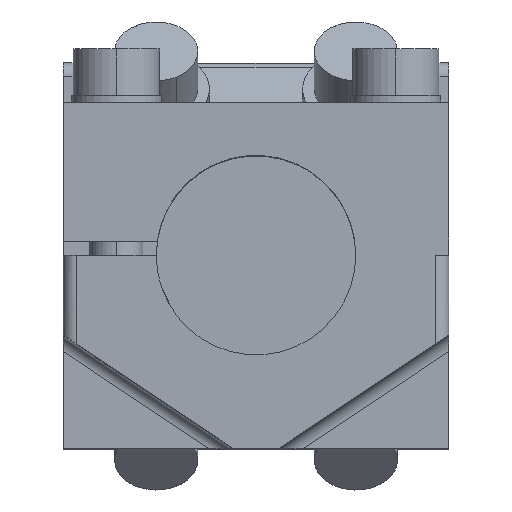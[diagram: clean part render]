
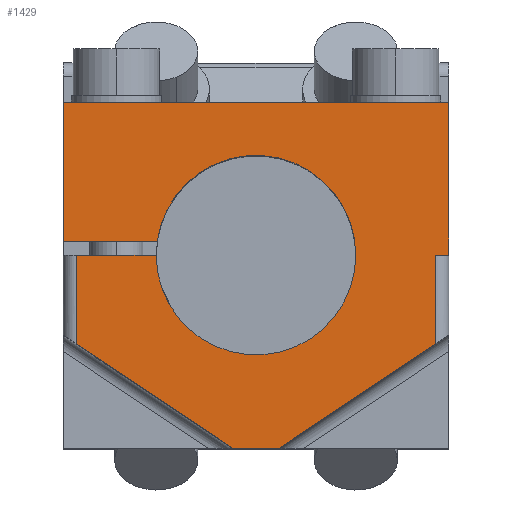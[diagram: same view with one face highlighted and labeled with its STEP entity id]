
A CAD part, top view. The second image highlights one B-rep face of the part: STEP entity #1429.
In plain terms, the highlighted planar face has unit normal (0, 0, 1).
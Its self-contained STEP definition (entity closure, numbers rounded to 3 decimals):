
#1321=AXIS2_PLACEMENT_3D('Plane Axis2P3D',#1318,#1319,#1320) ;
#1381=AXIS2_PLACEMENT_3D('Circle Axis2P3D',#1379,#1380,$) ;
#1388=AXIS2_PLACEMENT_3D('Circle Axis2P3D',#1386,#1387,$) ;
#1395=AXIS2_PLACEMENT_3D('Circle Axis2P3D',#1393,#1394,$) ;
#600=CARTESIAN_POINT('Vertex',(29.,23.,103.)) ;
#603=CARTESIAN_POINT('Line Origine',(29.,11.5,103.)) ;
#607=CARTESIAN_POINT('Vertex',(29.,0.,103.)) ;
#1170=CARTESIAN_POINT('Vertex',(-29.,23.,103.)) ;
#1173=CARTESIAN_POINT('Line Origine',(0.,23.,103.)) ;
#1318=CARTESIAN_POINT('Axis2P3D Location',(0.,0.,103.)) ;
#1323=CARTESIAN_POINT('Line Origine',(-15.25,-21.167,103.)) ;
#1327=CARTESIAN_POINT('Vertex',(-27.,-13.333,103.)) ;
#1329=CARTESIAN_POINT('Vertex',(-3.5,-29.,103.)) ;
#1332=CARTESIAN_POINT('Line Origine',(-1.75,-29.,103.)) ;
#1336=CARTESIAN_POINT('Vertex',(0.,-29.,103.)) ;
#1339=CARTESIAN_POINT('Line Origine',(1.75,-29.,103.)) ;
#1343=CARTESIAN_POINT('Vertex',(3.5,-29.,103.)) ;
#1346=CARTESIAN_POINT('Line Origine',(15.25,-21.167,103.)) ;
#1350=CARTESIAN_POINT('Vertex',(27.,-13.333,103.)) ;
#1353=CARTESIAN_POINT('Line Origine',(27.,-6.667,103.)) ;
#1357=CARTESIAN_POINT('Vertex',(27.,0.,103.)) ;
#1360=CARTESIAN_POINT('Line Origine',(28.,0.,103.)) ;
#1365=CARTESIAN_POINT('Line Origine',(-29.,12.5,103.)) ;
#1369=CARTESIAN_POINT('Vertex',(-29.,2.,103.)) ;
#1372=CARTESIAN_POINT('Line Origine',(-21.933,2.,103.)) ;
#1376=CARTESIAN_POINT('Vertex',(-14.866,2.,103.)) ;
#1379=CARTESIAN_POINT('Axis2P3D Location',(0.,0.,103.)) ;
#1383=CARTESIAN_POINT('Vertex',(15.,0.,103.)) ;
#1386=CARTESIAN_POINT('Axis2P3D Location',(0.,0.,103.)) ;
#1390=CARTESIAN_POINT('Vertex',(13.164,-7.191,103.)) ;
#1393=CARTESIAN_POINT('Axis2P3D Location',(0.,0.,103.)) ;
#1397=CARTESIAN_POINT('Vertex',(-15.,0.,103.)) ;
#1400=CARTESIAN_POINT('Line Origine',(-21.,0.,103.)) ;
#1404=CARTESIAN_POINT('Vertex',(-27.,0.,103.)) ;
#1407=CARTESIAN_POINT('Line Origine',(-27.,-6.667,103.)) ;
#604=DIRECTION('Vector Direction',(0.,1.,0.)) ;
#1174=DIRECTION('Vector Direction',(-1.,0.,0.)) ;
#1319=DIRECTION('Axis2P3D Direction',(0.,0.,1.)) ;
#1320=DIRECTION('Axis2P3D XDirection',(1.,0.,0.)) ;
#1324=DIRECTION('Vector Direction',(0.832,-0.555,0.)) ;
#1333=DIRECTION('Vector Direction',(1.,0.,0.)) ;
#1340=DIRECTION('Vector Direction',(-1.,0.,0.)) ;
#1347=DIRECTION('Vector Direction',(-0.832,-0.555,0.)) ;
#1354=DIRECTION('Vector Direction',(0.,1.,0.)) ;
#1361=DIRECTION('Vector Direction',(1.,0.,0.)) ;
#1366=DIRECTION('Vector Direction',(0.,-1.,0.)) ;
#1373=DIRECTION('Vector Direction',(1.,0.,0.)) ;
#1380=DIRECTION('Axis2P3D Direction',(0.,0.,1.)) ;
#1387=DIRECTION('Axis2P3D Direction',(0.,0.,1.)) ;
#1394=DIRECTION('Axis2P3D Direction',(0.,0.,1.)) ;
#1401=DIRECTION('Vector Direction',(1.,0.,0.)) ;
#1408=DIRECTION('Vector Direction',(0.,1.,0.)) ;
#605=VECTOR('Line Direction',#604,1.) ;
#1175=VECTOR('Line Direction',#1174,1.) ;
#1325=VECTOR('Line Direction',#1324,1.) ;
#1334=VECTOR('Line Direction',#1333,1.) ;
#1341=VECTOR('Line Direction',#1340,1.) ;
#1348=VECTOR('Line Direction',#1347,1.) ;
#1355=VECTOR('Line Direction',#1354,1.) ;
#1362=VECTOR('Line Direction',#1361,1.) ;
#1367=VECTOR('Line Direction',#1366,1.) ;
#1374=VECTOR('Line Direction',#1373,1.) ;
#1402=VECTOR('Line Direction',#1401,1.) ;
#1409=VECTOR('Line Direction',#1408,1.) ;
#1413=ORIENTED_EDGE('',*,*,#1331,.T.) ;
#1414=ORIENTED_EDGE('',*,*,#1338,.T.) ;
#1415=ORIENTED_EDGE('',*,*,#1345,.T.) ;
#1416=ORIENTED_EDGE('',*,*,#1352,.T.) ;
#1417=ORIENTED_EDGE('',*,*,#1359,.T.) ;
#1418=ORIENTED_EDGE('',*,*,#1364,.F.) ;
#1419=ORIENTED_EDGE('',*,*,#609,.F.) ;
#1420=ORIENTED_EDGE('',*,*,#1177,.F.) ;
#1421=ORIENTED_EDGE('',*,*,#1371,.F.) ;
#1422=ORIENTED_EDGE('',*,*,#1378,.F.) ;
#1423=ORIENTED_EDGE('',*,*,#1385,.F.) ;
#1424=ORIENTED_EDGE('',*,*,#1392,.F.) ;
#1425=ORIENTED_EDGE('',*,*,#1399,.F.) ;
#1426=ORIENTED_EDGE('',*,*,#1406,.T.) ;
#1427=ORIENTED_EDGE('',*,*,#1411,.T.) ;
#1429=ADVANCED_FACE('PartBody',(#1428),#1322,.T.) ;
#1382=CIRCLE('generated circle',#1381,15.) ;
#1389=CIRCLE('generated circle',#1388,15.) ;
#1396=CIRCLE('generated circle',#1395,15.) ;
#609=EDGE_CURVE('',#601,#608,#606,.F.) ;
#1177=EDGE_CURVE('',#1171,#601,#1176,.F.) ;
#1331=EDGE_CURVE('',#1328,#1330,#1326,.T.) ;
#1338=EDGE_CURVE('',#1330,#1337,#1335,.T.) ;
#1345=EDGE_CURVE('',#1337,#1344,#1342,.F.) ;
#1352=EDGE_CURVE('',#1344,#1351,#1349,.F.) ;
#1359=EDGE_CURVE('',#1351,#1358,#1356,.T.) ;
#1364=EDGE_CURVE('',#608,#1358,#1363,.F.) ;
#1371=EDGE_CURVE('',#1370,#1171,#1368,.F.) ;
#1378=EDGE_CURVE('',#1377,#1370,#1375,.F.) ;
#1385=EDGE_CURVE('',#1384,#1377,#1382,.T.) ;
#1392=EDGE_CURVE('',#1391,#1384,#1389,.T.) ;
#1399=EDGE_CURVE('',#1398,#1391,#1396,.T.) ;
#1406=EDGE_CURVE('',#1398,#1405,#1403,.F.) ;
#1411=EDGE_CURVE('',#1405,#1328,#1410,.F.) ;
#1412=EDGE_LOOP('',(#1413,#1414,#1415,#1416,#1417,#1418,#1419,#1420,#1421,#1422,#1423,#1424,#1425,#1426,#1427)) ;
#1428=FACE_OUTER_BOUND('',#1412,.T.) ;
#606=LINE('Line',#603,#605) ;
#1176=LINE('Line',#1173,#1175) ;
#1326=LINE('Line',#1323,#1325) ;
#1335=LINE('Line',#1332,#1334) ;
#1342=LINE('Line',#1339,#1341) ;
#1349=LINE('Line',#1346,#1348) ;
#1356=LINE('Line',#1353,#1355) ;
#1363=LINE('Line',#1360,#1362) ;
#1368=LINE('Line',#1365,#1367) ;
#1375=LINE('Line',#1372,#1374) ;
#1403=LINE('Line',#1400,#1402) ;
#1410=LINE('Line',#1407,#1409) ;
#1322=PLANE('',#1321) ;
#601=VERTEX_POINT('',#600) ;
#608=VERTEX_POINT('',#607) ;
#1171=VERTEX_POINT('',#1170) ;
#1328=VERTEX_POINT('',#1327) ;
#1330=VERTEX_POINT('',#1329) ;
#1337=VERTEX_POINT('',#1336) ;
#1344=VERTEX_POINT('',#1343) ;
#1351=VERTEX_POINT('',#1350) ;
#1358=VERTEX_POINT('',#1357) ;
#1370=VERTEX_POINT('',#1369) ;
#1377=VERTEX_POINT('',#1376) ;
#1384=VERTEX_POINT('',#1383) ;
#1391=VERTEX_POINT('',#1390) ;
#1398=VERTEX_POINT('',#1397) ;
#1405=VERTEX_POINT('',#1404) ;
